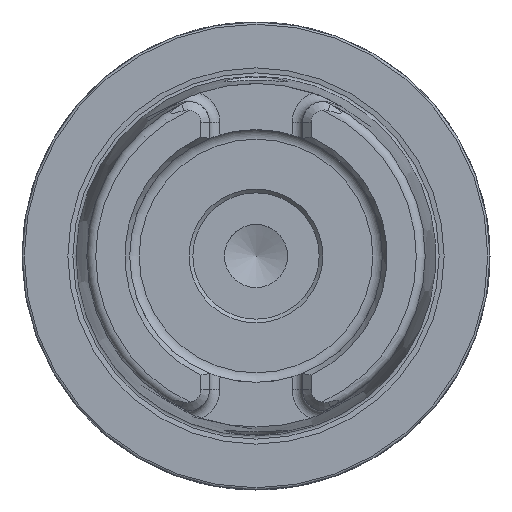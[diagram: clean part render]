
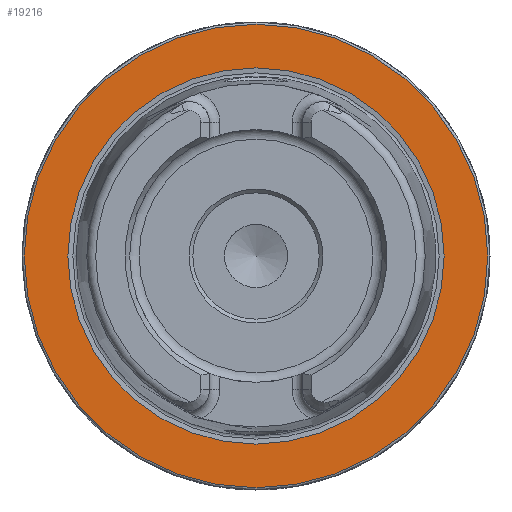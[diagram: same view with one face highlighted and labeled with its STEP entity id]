
A CAD part, left-side view. The second image highlights one B-rep face of the part: STEP entity #19216.
In plain terms, the highlighted planar face has unit normal (-1, 0, 0).
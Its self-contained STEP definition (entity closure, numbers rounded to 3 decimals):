
#1313 = DIRECTION ( 'NONE',  ( -1., 0., 0. ) ) ;
#2031 = PLANE ( 'NONE',  #14573 ) ;
#4262 = VERTEX_POINT ( 'NONE', #15888 ) ;
#5126 = DIRECTION ( 'NONE',  ( 0., 0., -1. ) ) ;
#5200 = CIRCLE ( 'NONE', #14091, 25.324 ) ;
#6886 = CARTESIAN_POINT ( 'NONE',  ( 0., 0., 25.324 ) ) ;
#7642 = CIRCLE ( 'NONE', #17913, 31.2 ) ;
#8130 = CARTESIAN_POINT ( 'NONE',  ( 0., 0., 0. ) ) ;
#10220 = CARTESIAN_POINT ( 'NONE',  ( 0., 0., 0. ) ) ;
#10820 = EDGE_CURVE ( 'NONE', #21925, #21925, #5200, .T. ) ;
#11495 = EDGE_LOOP ( 'NONE', ( #12774 ) ) ;
#11924 = DIRECTION ( 'NONE',  ( 0., 0., 1. ) ) ;
#11965 = DIRECTION ( 'NONE',  ( 1., 0., 0. ) ) ;
#12774 = ORIENTED_EDGE ( 'NONE', *, *, #15610, .T. ) ;
#13266 = DIRECTION ( 'NONE',  ( 0., 0., 1. ) ) ;
#13731 = DIRECTION ( 'NONE',  ( -1., 0., 0. ) ) ;
#13778 = CARTESIAN_POINT ( 'NONE',  ( 0., 31.2, 0. ) ) ;
#14091 = AXIS2_PLACEMENT_3D ( 'NONE', #8130, #1313, #13266 ) ;
#14573 = AXIS2_PLACEMENT_3D ( 'NONE', #13778, #11965, #5126 ) ;
#15311 = FACE_OUTER_BOUND ( 'NONE', #11495, .T. ) ;
#15537 = ORIENTED_EDGE ( 'NONE', *, *, #10820, .F. ) ;
#15610 = EDGE_CURVE ( 'NONE', #4262, #4262, #7642, .T. ) ;
#15888 = CARTESIAN_POINT ( 'NONE',  ( 0., 0., 31.2 ) ) ;
#17208 = FACE_BOUND ( 'NONE', #17252, .T. ) ;
#17252 = EDGE_LOOP ( 'NONE', ( #15537 ) ) ;
#17913 = AXIS2_PLACEMENT_3D ( 'NONE', #10220, #13731, #11924 ) ;
#19216 = ADVANCED_FACE ( 'NONE', ( #17208, #15311 ), #2031, .F. ) ;
#21925 = VERTEX_POINT ( 'NONE', #6886 ) ;
